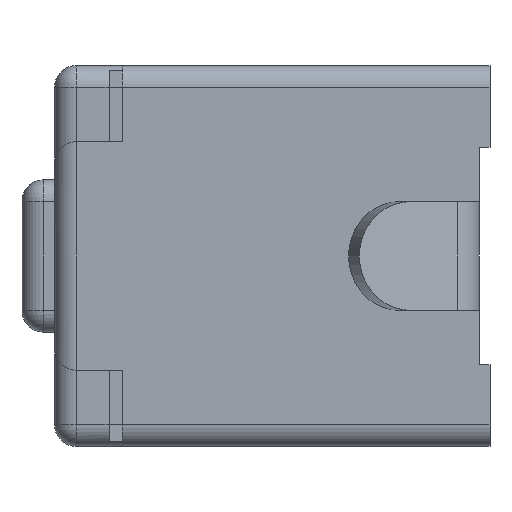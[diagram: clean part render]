
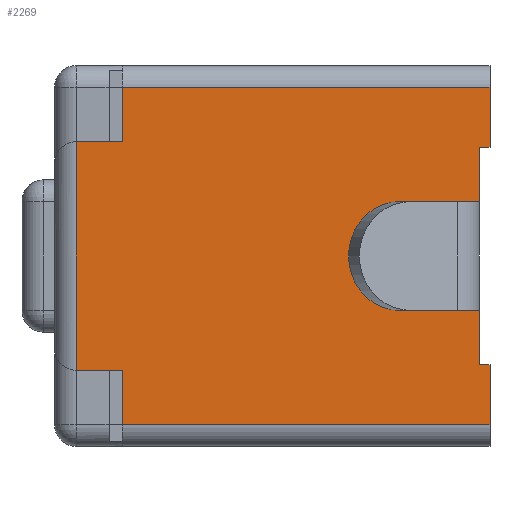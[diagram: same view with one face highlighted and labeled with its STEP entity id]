
A CAD part, left-side view. The second image highlights one B-rep face of the part: STEP entity #2269.
In plain terms, the highlighted planar face has unit normal (-1, 0, 0).
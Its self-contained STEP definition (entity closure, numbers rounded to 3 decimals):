
#147=FACE_OUTER_BOUND('',#279,.T.);
#279=EDGE_LOOP('',(#1715,#1716,#1717,#1718,#1719,#1720,#1721,#1722,#1723,
#1724,#1725,#1726,#1727,#1728,#1729,#1730));
#437=LINE('',#3236,#699);
#465=LINE('',#3297,#727);
#480=LINE('',#3337,#742);
#482=LINE('',#3341,#744);
#494=LINE('',#3365,#756);
#495=LINE('',#3367,#757);
#558=LINE('',#3516,#820);
#560=LINE('',#3524,#822);
#561=LINE('',#3527,#823);
#562=LINE('',#3529,#824);
#563=LINE('',#3531,#825);
#564=LINE('',#3532,#826);
#565=LINE('',#3534,#827);
#566=LINE('',#3536,#828);
#567=LINE('',#3538,#829);
#568=LINE('',#3539,#830);
#699=VECTOR('',#2579,1000.);
#727=VECTOR('',#2627,1000.);
#742=VECTOR('',#2660,1000.);
#744=VECTOR('',#2662,1000.);
#756=VECTOR('',#2680,1000.);
#757=VECTOR('',#2683,1000.);
#820=VECTOR('',#2808,1000.);
#822=VECTOR('',#2818,1000.);
#823=VECTOR('',#2821,1000.);
#824=VECTOR('',#2822,1000.);
#825=VECTOR('',#2823,1000.);
#826=VECTOR('',#2824,1000.);
#827=VECTOR('',#2825,1000.);
#828=VECTOR('',#2826,1000.);
#829=VECTOR('',#2827,1000.);
#830=VECTOR('',#2828,1000.);
#962=VERTEX_POINT('',#3233);
#963=VERTEX_POINT('',#3235);
#985=VERTEX_POINT('',#3292);
#1001=VERTEX_POINT('',#3334);
#1002=VERTEX_POINT('',#3336);
#1003=VERTEX_POINT('',#3338);
#1004=VERTEX_POINT('',#3340);
#1012=VERTEX_POINT('',#3361);
#1013=VERTEX_POINT('',#3363);
#1068=VERTEX_POINT('',#3514);
#1071=VERTEX_POINT('',#3526);
#1072=VERTEX_POINT('',#3528);
#1073=VERTEX_POINT('',#3530);
#1074=VERTEX_POINT('',#3533);
#1075=VERTEX_POINT('',#3535);
#1076=VERTEX_POINT('',#3537);
#1166=EDGE_CURVE('',#962,#963,#437,.T.);
#1197=EDGE_CURVE('',#963,#985,#465,.T.);
#1216=EDGE_CURVE('',#1001,#1002,#480,.T.);
#1218=EDGE_CURVE('',#1003,#1004,#482,.T.);
#1231=EDGE_CURVE('',#1013,#1012,#494,.T.);
#1232=EDGE_CURVE('',#962,#1012,#495,.T.);
#1307=EDGE_CURVE('',#1001,#1068,#558,.T.);
#1311=EDGE_CURVE('',#1013,#1004,#560,.T.);
#1312=EDGE_CURVE('',#985,#1071,#561,.T.);
#1313=EDGE_CURVE('',#1072,#1003,#562,.T.);
#1314=EDGE_CURVE('',#1073,#1072,#563,.T.);
#1315=EDGE_CURVE('',#1002,#1073,#564,.T.);
#1316=EDGE_CURVE('',#1074,#1068,#565,.T.);
#1317=EDGE_CURVE('',#1075,#1074,#566,.T.);
#1318=EDGE_CURVE('',#1076,#1075,#567,.T.);
#1319=EDGE_CURVE('',#1071,#1076,#568,.T.);
#1715=ORIENTED_EDGE('',*,*,#1312,.F.);
#1716=ORIENTED_EDGE('',*,*,#1197,.F.);
#1717=ORIENTED_EDGE('',*,*,#1166,.F.);
#1718=ORIENTED_EDGE('',*,*,#1232,.T.);
#1719=ORIENTED_EDGE('',*,*,#1231,.F.);
#1720=ORIENTED_EDGE('',*,*,#1311,.T.);
#1721=ORIENTED_EDGE('',*,*,#1218,.F.);
#1722=ORIENTED_EDGE('',*,*,#1313,.F.);
#1723=ORIENTED_EDGE('',*,*,#1314,.F.);
#1724=ORIENTED_EDGE('',*,*,#1315,.F.);
#1725=ORIENTED_EDGE('',*,*,#1216,.F.);
#1726=ORIENTED_EDGE('',*,*,#1307,.T.);
#1727=ORIENTED_EDGE('',*,*,#1316,.F.);
#1728=ORIENTED_EDGE('',*,*,#1317,.F.);
#1729=ORIENTED_EDGE('',*,*,#1318,.F.);
#1730=ORIENTED_EDGE('',*,*,#1319,.F.);
#2175=PLANE('',#2436);
#2269=ADVANCED_FACE('',(#147),#2175,.F.);
#2436=AXIS2_PLACEMENT_3D('',#3525,#2819,#2820);
#2579=DIRECTION('',(0.,0.,1.));
#2627=DIRECTION('',(0.,1.,0.));
#2660=DIRECTION('',(0.,0.,-1.));
#2662=DIRECTION('',(0.,0.,-1.));
#2680=DIRECTION('',(0.,0.,-1.));
#2683=DIRECTION('',(0.,-1.,0.));
#2808=DIRECTION('',(0.,-1.,0.));
#2818=DIRECTION('',(0.,1.,0.));
#2819=DIRECTION('center_axis',(1.,0.,0.));
#2820=DIRECTION('ref_axis',(0.,0.,-1.));
#2821=DIRECTION('',(0.,0.,1.));
#2822=DIRECTION('',(0.,-1.,0.));
#2823=DIRECTION('',(0.,0.,-1.));
#2824=DIRECTION('',(0.,1.,0.));
#2825=DIRECTION('',(0.,0.,-1.));
#2826=DIRECTION('',(0.,-1.,0.));
#2827=DIRECTION('',(0.,0.,1.));
#2828=DIRECTION('',(0.,-1.,0.));
#3233=CARTESIAN_POINT('',(-3.,3.38,-3.35));
#3235=CARTESIAN_POINT('',(-3.,3.38,-2.85));
#3236=CARTESIAN_POINT('',(-3.,3.38,-1.8));
#3292=CARTESIAN_POINT('',(-3.,3.8,-2.85));
#3297=CARTESIAN_POINT('',(-3.,1.9,-2.85));
#3334=CARTESIAN_POINT('',(-3.,0.1,-0.8));
#3336=CARTESIAN_POINT('',(-3.,0.1,-1.3));
#3337=CARTESIAN_POINT('',(-3.,0.1,-1.8));
#3338=CARTESIAN_POINT('',(-3.,0.1,-2.3));
#3340=CARTESIAN_POINT('',(-3.,0.1,-2.8));
#3341=CARTESIAN_POINT('',(-3.,0.1,-1.8));
#3361=CARTESIAN_POINT('',(-3.,0.,-3.35));
#3363=CARTESIAN_POINT('',(-3.,0.,-2.8));
#3365=CARTESIAN_POINT('',(-3.,0.,-1.8));
#3367=CARTESIAN_POINT('',(-3.,1.69,-3.35));
#3514=CARTESIAN_POINT('',(-3.,0.,-0.8));
#3516=CARTESIAN_POINT('',(-3.,0.05,-0.8));
#3524=CARTESIAN_POINT('',(-3.,0.05,-2.8));
#3525=CARTESIAN_POINT('Origin',(-3.,0.,-0.25));
#3526=CARTESIAN_POINT('',(-3.,3.8,-0.75));
#3527=CARTESIAN_POINT('',(-3.,3.8,-1.8));
#3528=CARTESIAN_POINT('',(-3.,0.4,-2.3));
#3529=CARTESIAN_POINT('',(-3.,1.9,-2.3));
#3530=CARTESIAN_POINT('',(-3.,0.4,-1.3));
#3531=CARTESIAN_POINT('',(-3.,0.4,-1.8));
#3532=CARTESIAN_POINT('',(-3.,1.9,-1.3));
#3533=CARTESIAN_POINT('',(-3.,0.,-0.25));
#3534=CARTESIAN_POINT('',(-3.,0.,-1.8));
#3535=CARTESIAN_POINT('',(-3.,3.38,-0.25));
#3536=CARTESIAN_POINT('',(-3.,1.9,-0.25));
#3537=CARTESIAN_POINT('',(-3.,3.38,-0.75));
#3538=CARTESIAN_POINT('',(-3.,3.38,-1.8));
#3539=CARTESIAN_POINT('',(-3.,1.9,-0.75));
